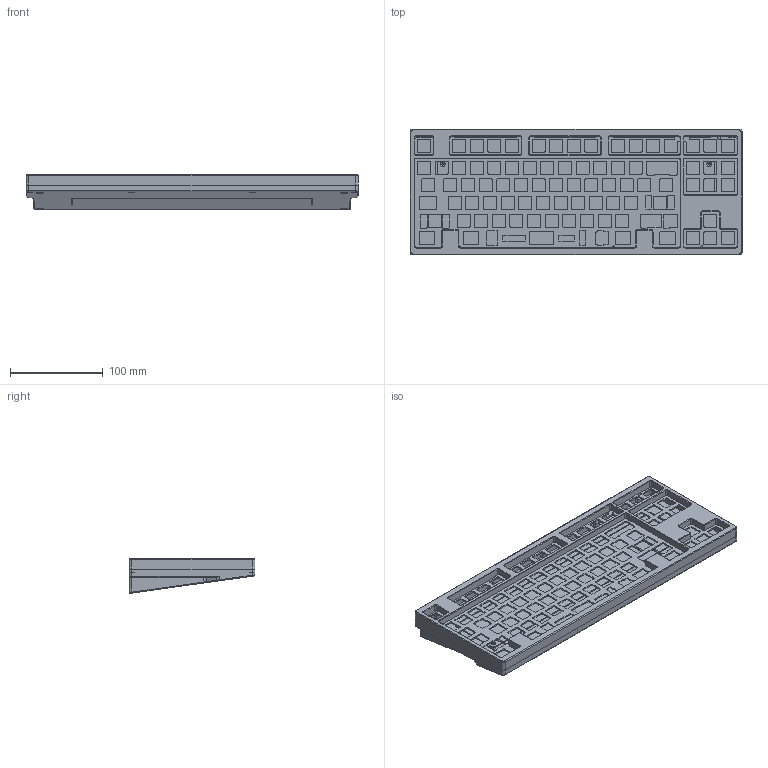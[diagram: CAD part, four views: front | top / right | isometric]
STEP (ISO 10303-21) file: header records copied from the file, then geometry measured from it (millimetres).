
FILE_DESCRIPTION(/* description */ (''),/* implementation_level */ '2;1');
FILE_NAME(/* name */ 'onlytkl v2.step',/* time_stamp */ '2022-12-31T23:40:39-05:00',/* author */ (''),/* organization */ (''),/* preprocessor_version */ 'ST-DEVELOPER v19.2',/* originating_system */ 'Autodesk Translation Framework v11.17.0.187',/* authorisation */ '');
FILE_SCHEMA (('AUTOMOTIVE_DESIGN { 1 0 10303 214 3 1 1 }'));
Length unit declared in the file: millimetre
Products named in the file (1): onlytkl
Bounding box: 358.61 x 136.01 x 37.47 mm (x, y, z)
Volume: 670670 mm3; surface area: 253400 mm2
Topology: 4 solids, 4 shells, 1442 faces, 4102 edges, 2677 vertices
Faces by surface type: plane 689, cylinder 656, cone 75, bspline 16, torus 6
Full cylindrical faces by diameter (mm): 2.075 x11, 2.529 x8, 2.7 x4, 3.2 x8, 3.8 x4, 4 x4, 6 x8, 8.5 x4
Entity records: 47717 total; most frequent: CARTESIAN_POINT 8611, DIRECTION 8289, ORIENTED_EDGE 8158, EDGE_CURVE 4079, AXIS2_PLACEMENT_3D 2807, LINE 2675, VECTOR 2675, VERTEX_POINT 2675
